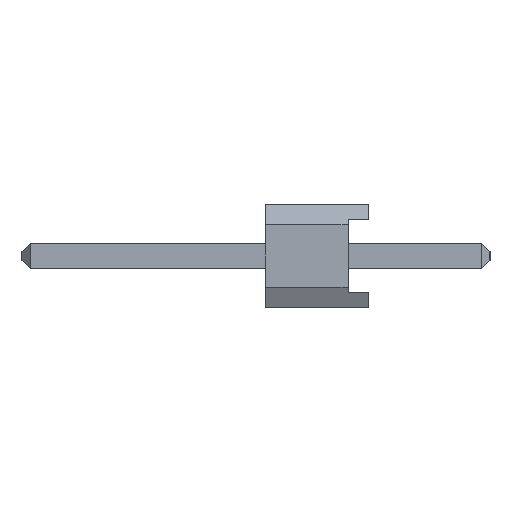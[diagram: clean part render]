
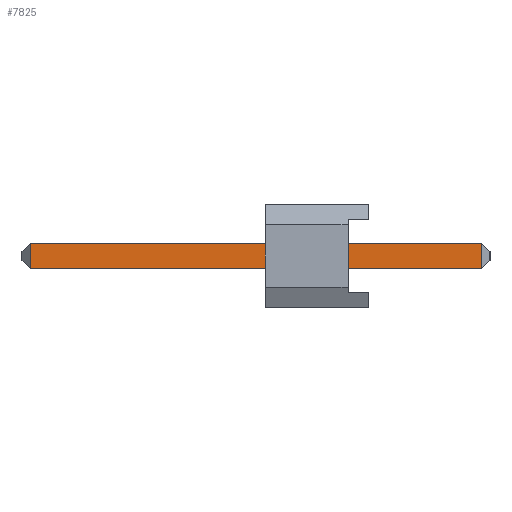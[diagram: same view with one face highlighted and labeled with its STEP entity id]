
A CAD part, left-side view. The second image highlights one B-rep face of the part: STEP entity #7825.
In plain terms, the highlighted planar face has unit normal (-1, 0, 0).
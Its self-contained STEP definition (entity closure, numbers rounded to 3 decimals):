
#2242=ORIENTED_EDGE('',*,*,#3354,.T.);
#2243=ORIENTED_EDGE('',*,*,#3355,.T.);
#2244=ORIENTED_EDGE('',*,*,#3356,.F.);
#2245=ORIENTED_EDGE('',*,*,#3357,.T.);
#3354=EDGE_CURVE('',#4086,#4087,#5158,.T.);
#3355=EDGE_CURVE('',#4087,#4088,#5159,.T.);
#3356=EDGE_CURVE('',#4089,#4088,#5160,.T.);
#3357=EDGE_CURVE('',#4089,#4086,#5161,.T.);
#4086=VERTEX_POINT('',#12260);
#4087=VERTEX_POINT('',#12261);
#4088=VERTEX_POINT('',#12263);
#4089=VERTEX_POINT('',#12265);
#5158=LINE('',#12259,#6242);
#5159=LINE('',#12262,#6243);
#5160=LINE('',#12264,#6244);
#5161=LINE('',#12266,#6245);
#6242=VECTOR('',#10035,1000.);
#6243=VECTOR('',#10036,1000.);
#6244=VECTOR('',#10037,1000.);
#6245=VECTOR('',#10038,1000.);
#6671=EDGE_LOOP('',(#2242,#2243,#2244,#2245));
#7089=FACE_BOUND('',#6671,.T.);
#7457=PLANE('',#8221);
#7825=ADVANCED_FACE('',(#7089),#7457,.F.);
#8221=AXIS2_PLACEMENT_3D('',#12258,#10033,#10034);
#10033=DIRECTION('',(1.,0.,0.));
#10034=DIRECTION('',(0.,0.,-1.));
#10035=DIRECTION('',(0.,0.,-1.));
#10036=DIRECTION('',(0.,-1.,0.));
#10037=DIRECTION('',(0.,0.,-1.));
#10038=DIRECTION('',(0.,1.,0.));
#12258=CARTESIAN_POINT('',(-0.32,-0.32,5.77));
#12259=CARTESIAN_POINT('',(-0.32,0.32,5.77));
#12260=CARTESIAN_POINT('',(-0.32,0.32,5.57));
#12261=CARTESIAN_POINT('',(-0.32,0.32,-5.57));
#12262=CARTESIAN_POINT('',(-0.32,-0.32,-5.57));
#12263=CARTESIAN_POINT('',(-0.32,-0.32,-5.57));
#12264=CARTESIAN_POINT('',(-0.32,-0.32,5.77));
#12265=CARTESIAN_POINT('',(-0.32,-0.32,5.57));
#12266=CARTESIAN_POINT('',(-0.32,-0.32,5.57));
